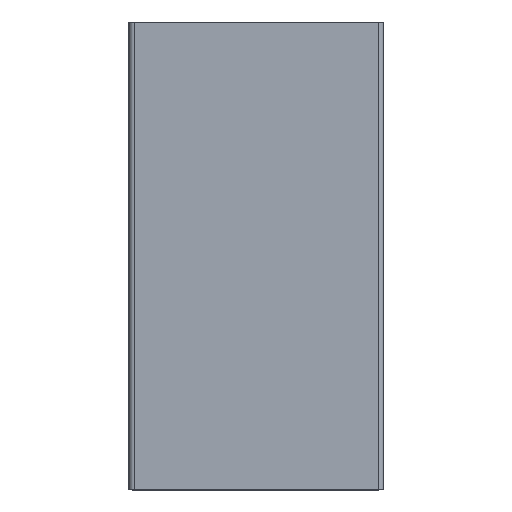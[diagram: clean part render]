
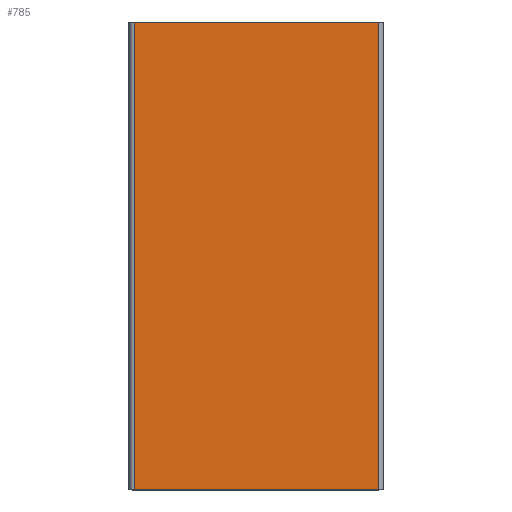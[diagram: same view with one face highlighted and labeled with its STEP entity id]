
A CAD part, top view. The second image highlights one B-rep face of the part: STEP entity #785.
In plain terms, the highlighted face is planar.
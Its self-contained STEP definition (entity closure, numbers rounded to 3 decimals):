
#785 = ADVANCED_FACE ( 'NONE', ( #4093 ), #13952, .T. ) ;
#786 = CARTESIAN_POINT ( 'NONE',  ( -1.782, -42.751, 200. ) ) ;
#1091 = ORIENTED_EDGE ( 'NONE', *, *, #12226, .T. ) ;
#1497 = DIRECTION ( 'NONE',  ( 0., 0., 1. ) ) ;
#1717 = CARTESIAN_POINT ( 'NONE',  ( -1.782, -42.751, 0. ) ) ;
#2626 = LINE ( 'NONE', #4504, #10618 ) ;
#3851 = DIRECTION ( 'NONE',  ( 0., 0., -1. ) ) ;
#4093 = FACE_OUTER_BOUND ( 'NONE', #10746, .T. ) ;
#4310 = AXIS2_PLACEMENT_3D ( 'NONE', #10444, #12068, #17741 ) ;
#4358 = LINE ( 'NONE', #12446, #12372 ) ;
#4504 = CARTESIAN_POINT ( 'NONE',  ( -1.782, 61.751, 0. ) ) ;
#5129 = DIRECTION ( 'NONE',  ( 0., -1., 0. ) ) ;
#5148 = CARTESIAN_POINT ( 'NONE',  ( -1.782, 9.8, 0. ) ) ;
#7195 = LINE ( 'NONE', #1717, #9891 ) ;
#7552 = VERTEX_POINT ( 'NONE', #17463 ) ;
#8205 = ORIENTED_EDGE ( 'NONE', *, *, #16721, .T. ) ;
#9702 = CARTESIAN_POINT ( 'NONE',  ( -1.782, -42.751, 0. ) ) ;
#9891 = VECTOR ( 'NONE', #1497, 1000. ) ;
#10287 = VERTEX_POINT ( 'NONE', #11796 ) ;
#10444 = CARTESIAN_POINT ( 'NONE',  ( -1.782, 9.8, 0. ) ) ;
#10618 = VECTOR ( 'NONE', #3851, 1000. ) ;
#10746 = EDGE_LOOP ( 'NONE', ( #14845, #8205, #1091, #11411 ) ) ;
#11411 = ORIENTED_EDGE ( 'NONE', *, *, #14728, .T. ) ;
#11796 = CARTESIAN_POINT ( 'NONE',  ( -1.782, 61.751, 200. ) ) ;
#12068 = DIRECTION ( 'NONE',  ( -1., 0., 0. ) ) ;
#12226 = EDGE_CURVE ( 'NONE', #14907, #10287, #4358, .T. ) ;
#12372 = VECTOR ( 'NONE', #12375, 1000. ) ;
#12375 = DIRECTION ( 'NONE',  ( 0., 1., 0. ) ) ;
#12446 = CARTESIAN_POINT ( 'NONE',  ( -1.782, 9.8, 200. ) ) ;
#13242 = LINE ( 'NONE', #5148, #13300 ) ;
#13300 = VECTOR ( 'NONE', #5129, 1000. ) ;
#13952 = PLANE ( 'NONE',  #4310 ) ;
#14728 = EDGE_CURVE ( 'NONE', #10287, #7552, #2626, .T. ) ;
#14845 = ORIENTED_EDGE ( 'NONE', *, *, #16394, .T. ) ;
#14907 = VERTEX_POINT ( 'NONE', #786 ) ;
#16394 = EDGE_CURVE ( 'NONE', #7552, #17706, #13242, .T. ) ;
#16721 = EDGE_CURVE ( 'NONE', #17706, #14907, #7195, .T. ) ;
#17463 = CARTESIAN_POINT ( 'NONE',  ( -1.782, 61.751, 0. ) ) ;
#17706 = VERTEX_POINT ( 'NONE', #9702 ) ;
#17741 = DIRECTION ( 'NONE',  ( 0., 0., 1. ) ) ;
